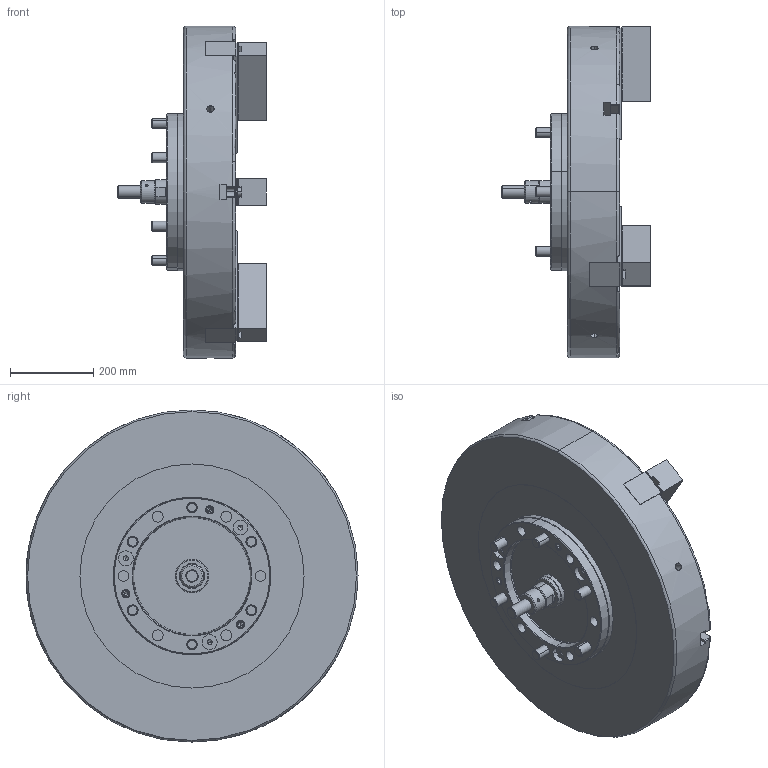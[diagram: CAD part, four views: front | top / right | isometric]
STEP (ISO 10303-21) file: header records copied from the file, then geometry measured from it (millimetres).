
FILE_DESCRIPTION (( 'STEP AP203' ), '1' );
FILE_NAME ('CF-3V-32A15.STEP', '2019-03-25T02:59:53', ( '' ), ( '' ), 'SwSTEP 2.0', 'SolidWorks 2016', '' );
FILE_SCHEMA (( 'CONFIG_CONTROL_DESIGN' ));
Length unit declared in the file: millimetre
Products named in the file (17): CF-3V-21-11000; CF-3V-24-03000; 圓頭內六角螺栓_M12x50; M6x14; M24x170; SJ-21; CF-3V-21-09000; CF-FSW200100; M24螺絲孔防水塞; M20x60; CF-3V-32-03000; CF-3V-32A15; CF-3P-15-05000; CF-3V-24-02000; CF-3V-32-01000; CF-3P-15-06000; CF-3V-21-05000
Assembly tree (44 placements, depth 2):
  CF-3V-32A15
    CF-3V-32-01000
    CF-3V-32-03000  x3
    CF-3V-24-02000
    CF-3V-24-03000
    CF-3V-21-05000  x3
    CF-3V-21-09000
    CF-3P-15-05000
    CF-FSW200100
    CF-3P-15-06000
    CF-3V-21-11000
    M24x170  x6
    M24螺絲孔防水塞  x6
    M6x14  x6
    SJ-21  x3
    M20x60  x6
    圓頭內六角螺栓_M12x50  x3
Bounding box: 358.2 x 800 x 800 mm (x, y, z)
Volume: 66304082.4 mm3; surface area: 2960916.4 mm2
Topology: 44 solids, 44 shells, 3184 faces, 8693 edges, 5616 vertices
Faces by surface type: plane 2134, cylinder 664, cone 333, torus 47, bspline 6
Entity records: 47946 total; most frequent: CARTESIAN_POINT 9692, ORIENTED_EDGE 7502, DIRECTION 7436, EDGE_CURVE 3751, AXIS2_PLACEMENT_3D 2488, VECTOR 2460, LINE 2460, VERTEX_POINT 2447
